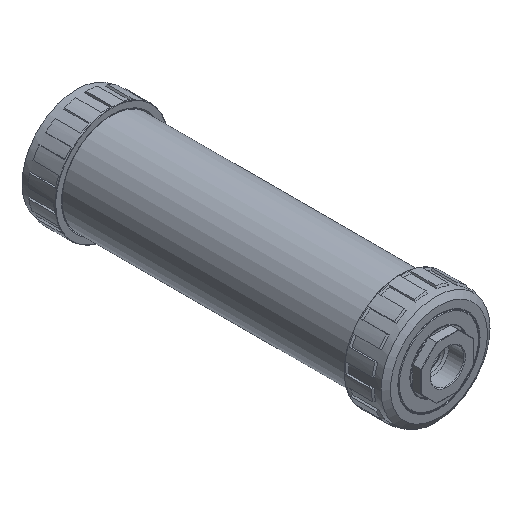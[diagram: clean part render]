
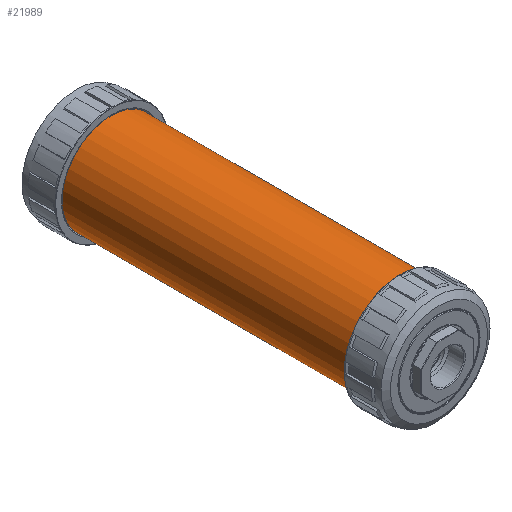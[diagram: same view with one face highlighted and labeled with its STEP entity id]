
A CAD part, isometric view. The second image highlights one B-rep face of the part: STEP entity #21989.
In plain terms, the highlighted cylindrical face has radius 82.55 mm (diameter 165.1 mm), a full revolution.
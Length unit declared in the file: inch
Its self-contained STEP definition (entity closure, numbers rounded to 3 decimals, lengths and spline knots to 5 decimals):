
#21955=CARTESIAN_POINT('',(3.25,-9.5685,0.0));
#21956=VERTEX_POINT('',#21955);
#21957=CARTESIAN_POINT('',(0.0,-9.5685,0.0));
#21958=DIRECTION('',(0.0,1.0,0.0));
#21959=DIRECTION('',(1.0,0.0,0.0));
#21960=AXIS2_PLACEMENT_3D('',#21957,#21958,#21959);
#21961=CIRCLE('',#21960,3.25);
#21962=EDGE_CURVE('',#21956,#21956,#21961,.T.);
#21970=CARTESIAN_POINT('',(0.0,0.0,0.0));
#21971=DIRECTION('',(0.0,1.0,0.0));
#21972=DIRECTION('',(1.0,0.0,0.0));
#21973=AXIS2_PLACEMENT_3D('',#21970,#21971,#21972);
#21974=CYLINDRICAL_SURFACE('',#21973,3.25);
#21975=CARTESIAN_POINT('',(3.25,9.5685,0.0));
#21976=VERTEX_POINT('',#21975);
#21977=CARTESIAN_POINT('',(0.0,9.5685,0.0));
#21978=DIRECTION('',(0.0,1.0,0.0));
#21979=DIRECTION('',(1.0,0.0,0.0));
#21980=AXIS2_PLACEMENT_3D('',#21977,#21978,#21979);
#21981=CIRCLE('',#21980,3.25);
#21982=EDGE_CURVE('',#21976,#21976,#21981,.T.);
#21983=ORIENTED_EDGE('',*,*,#21982,.F.);
#21984=EDGE_LOOP('',(#21983));
#21985=FACE_OUTER_BOUND('',#21984,.T.);
#21986=ORIENTED_EDGE('',*,*,#21962,.T.);
#21987=EDGE_LOOP('',(#21986));
#21988=FACE_BOUND('',#21987,.T.);
#21989=ADVANCED_FACE('',(#21985,#21988),#21974,.T.);
